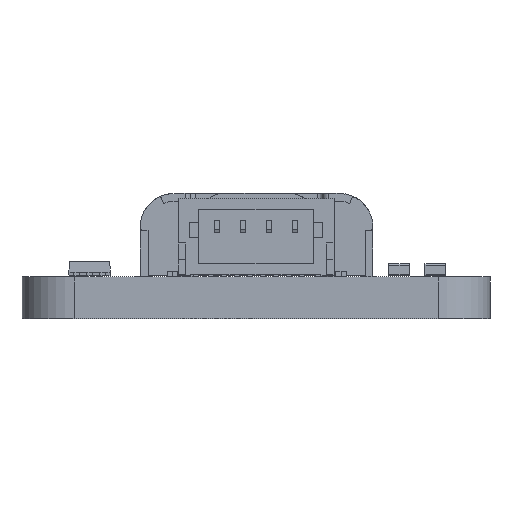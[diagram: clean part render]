
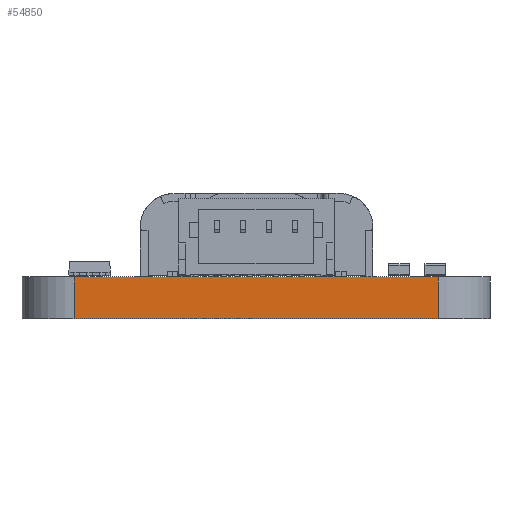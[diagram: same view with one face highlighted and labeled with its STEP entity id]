
A CAD part, front view. The second image highlights one B-rep face of the part: STEP entity #54850.
In plain terms, the highlighted planar face has unit normal (0, -1, 0).
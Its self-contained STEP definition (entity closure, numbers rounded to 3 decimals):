
#51180 = PLANE('',#51181);
#51181 = AXIS2_PLACEMENT_3D('',#51182,#51183,#51184);
#51182 = CARTESIAN_POINT('',(9.,-8.25,0.));
#51183 = DIRECTION('',(0.,0.,1.));
#51184 = DIRECTION('',(1.,0.,0.));
#51236 = PLANE('',#51237);
#51237 = AXIS2_PLACEMENT_3D('',#51238,#51239,#51240);
#51238 = CARTESIAN_POINT('',(9.,-8.25,1.6));
#51239 = DIRECTION('',(0.,0.,1.));
#51240 = DIRECTION('',(1.,0.,0.));
#51335 = VERTEX_POINT('',#51336);
#51336 = CARTESIAN_POINT('',(2.,-16.5,0.));
#51351 = CYLINDRICAL_SURFACE('',#51352,2.);
#51352 = AXIS2_PLACEMENT_3D('',#51353,#51354,#51355);
#51353 = CARTESIAN_POINT('',(2.,-14.5,0.));
#51354 = DIRECTION('',(0.,0.,-1.));
#51355 = DIRECTION('',(1.,0.,0.));
#51363 = EDGE_CURVE('',#51335,#51364,#51366,.T.);
#51364 = VERTEX_POINT('',#51365);
#51365 = CARTESIAN_POINT('',(16.,-16.5,0.));
#51366 = SURFACE_CURVE('',#51367,(#51371,#51378),.PCURVE_S1.);
#51367 = LINE('',#51368,#51369);
#51368 = CARTESIAN_POINT('',(2.,-16.5,0.));
#51369 = VECTOR('',#51370,1.);
#51370 = DIRECTION('',(1.,0.,0.));
#51371 = PCURVE('',#51180,#51372);
#51372 = DEFINITIONAL_REPRESENTATION('',(#51373),#51377);
#51373 = LINE('',#51374,#51375);
#51374 = CARTESIAN_POINT('',(-7.,-8.25));
#51375 = VECTOR('',#51376,1.);
#51376 = DIRECTION('',(1.,0.));
#51377 = ( GEOMETRIC_REPRESENTATION_CONTEXT(2) 
PARAMETRIC_REPRESENTATION_CONTEXT() REPRESENTATION_CONTEXT('2D SPACE',''
  ) );
#51378 = PCURVE('',#51379,#51384);
#51379 = PLANE('',#51380);
#51380 = AXIS2_PLACEMENT_3D('',#51381,#51382,#51383);
#51381 = CARTESIAN_POINT('',(2.,-16.5,0.));
#51382 = DIRECTION('',(0.,1.,0.));
#51383 = DIRECTION('',(1.,0.,0.));
#51384 = DEFINITIONAL_REPRESENTATION('',(#51385),#51389);
#51385 = LINE('',#51386,#51387);
#51386 = CARTESIAN_POINT('',(0.,0.));
#51387 = VECTOR('',#51388,1.);
#51388 = DIRECTION('',(1.,0.));
#51389 = ( GEOMETRIC_REPRESENTATION_CONTEXT(2) 
PARAMETRIC_REPRESENTATION_CONTEXT() REPRESENTATION_CONTEXT('2D SPACE',''
  ) );
#51408 = CYLINDRICAL_SURFACE('',#51409,2.);
#51409 = AXIS2_PLACEMENT_3D('',#51410,#51411,#51412);
#51410 = CARTESIAN_POINT('',(16.,-14.5,0.));
#51411 = DIRECTION('',(0.,0.,-1.));
#51412 = DIRECTION('',(1.,0.,0.));
#53218 = VERTEX_POINT('',#53219);
#53219 = CARTESIAN_POINT('',(2.,-16.5,1.6));
#53241 = EDGE_CURVE('',#53218,#53242,#53244,.T.);
#53242 = VERTEX_POINT('',#53243);
#53243 = CARTESIAN_POINT('',(16.,-16.5,1.6));
#53244 = SURFACE_CURVE('',#53245,(#53249,#53256),.PCURVE_S1.);
#53245 = LINE('',#53246,#53247);
#53246 = CARTESIAN_POINT('',(2.,-16.5,1.6));
#53247 = VECTOR('',#53248,1.);
#53248 = DIRECTION('',(1.,0.,0.));
#53249 = PCURVE('',#51236,#53250);
#53250 = DEFINITIONAL_REPRESENTATION('',(#53251),#53255);
#53251 = LINE('',#53252,#53253);
#53252 = CARTESIAN_POINT('',(-7.,-8.25));
#53253 = VECTOR('',#53254,1.);
#53254 = DIRECTION('',(1.,0.));
#53255 = ( GEOMETRIC_REPRESENTATION_CONTEXT(2) 
PARAMETRIC_REPRESENTATION_CONTEXT() REPRESENTATION_CONTEXT('2D SPACE',''
  ) );
#53256 = PCURVE('',#51379,#53257);
#53257 = DEFINITIONAL_REPRESENTATION('',(#53258),#53262);
#53258 = LINE('',#53259,#53260);
#53259 = CARTESIAN_POINT('',(0.,-1.6));
#53260 = VECTOR('',#53261,1.);
#53261 = DIRECTION('',(1.,0.));
#53262 = ( GEOMETRIC_REPRESENTATION_CONTEXT(2) 
PARAMETRIC_REPRESENTATION_CONTEXT() REPRESENTATION_CONTEXT('2D SPACE',''
  ) );
#54804 = EDGE_CURVE('',#51335,#53218,#54805,.T.);
#54805 = SURFACE_CURVE('',#54806,(#54810,#54817),.PCURVE_S1.);
#54806 = LINE('',#54807,#54808);
#54807 = CARTESIAN_POINT('',(2.,-16.5,0.));
#54808 = VECTOR('',#54809,1.);
#54809 = DIRECTION('',(0.,0.,1.));
#54810 = PCURVE('',#51351,#54811);
#54811 = DEFINITIONAL_REPRESENTATION('',(#54812),#54816);
#54812 = LINE('',#54813,#54814);
#54813 = CARTESIAN_POINT('',(-4.712,0.));
#54814 = VECTOR('',#54815,1.);
#54815 = DIRECTION('',(0.,-1.));
#54816 = ( GEOMETRIC_REPRESENTATION_CONTEXT(2) 
PARAMETRIC_REPRESENTATION_CONTEXT() REPRESENTATION_CONTEXT('2D SPACE',''
  ) );
#54817 = PCURVE('',#51379,#54818);
#54818 = DEFINITIONAL_REPRESENTATION('',(#54819),#54823);
#54819 = LINE('',#54820,#54821);
#54820 = CARTESIAN_POINT('',(0.,0.));
#54821 = VECTOR('',#54822,1.);
#54822 = DIRECTION('',(0.,-1.));
#54823 = ( GEOMETRIC_REPRESENTATION_CONTEXT(2) 
PARAMETRIC_REPRESENTATION_CONTEXT() REPRESENTATION_CONTEXT('2D SPACE',''
  ) );
#54850 = ADVANCED_FACE('',(#54851),#51379,.F.);
#54851 = FACE_BOUND('',#54852,.F.);
#54852 = EDGE_LOOP('',(#54853,#54854,#54855,#54876));
#54853 = ORIENTED_EDGE('',*,*,#54804,.T.);
#54854 = ORIENTED_EDGE('',*,*,#53241,.T.);
#54855 = ORIENTED_EDGE('',*,*,#54856,.F.);
#54856 = EDGE_CURVE('',#51364,#53242,#54857,.T.);
#54857 = SURFACE_CURVE('',#54858,(#54862,#54869),.PCURVE_S1.);
#54858 = LINE('',#54859,#54860);
#54859 = CARTESIAN_POINT('',(16.,-16.5,0.));
#54860 = VECTOR('',#54861,1.);
#54861 = DIRECTION('',(0.,0.,1.));
#54862 = PCURVE('',#51379,#54863);
#54863 = DEFINITIONAL_REPRESENTATION('',(#54864),#54868);
#54864 = LINE('',#54865,#54866);
#54865 = CARTESIAN_POINT('',(14.,0.));
#54866 = VECTOR('',#54867,1.);
#54867 = DIRECTION('',(0.,-1.));
#54868 = ( GEOMETRIC_REPRESENTATION_CONTEXT(2) 
PARAMETRIC_REPRESENTATION_CONTEXT() REPRESENTATION_CONTEXT('2D SPACE',''
  ) );
#54869 = PCURVE('',#51408,#54870);
#54870 = DEFINITIONAL_REPRESENTATION('',(#54871),#54875);
#54871 = LINE('',#54872,#54873);
#54872 = CARTESIAN_POINT('',(-4.712,0.));
#54873 = VECTOR('',#54874,1.);
#54874 = DIRECTION('',(0.,-1.));
#54875 = ( GEOMETRIC_REPRESENTATION_CONTEXT(2) 
PARAMETRIC_REPRESENTATION_CONTEXT() REPRESENTATION_CONTEXT('2D SPACE',''
  ) );
#54876 = ORIENTED_EDGE('',*,*,#51363,.F.);
